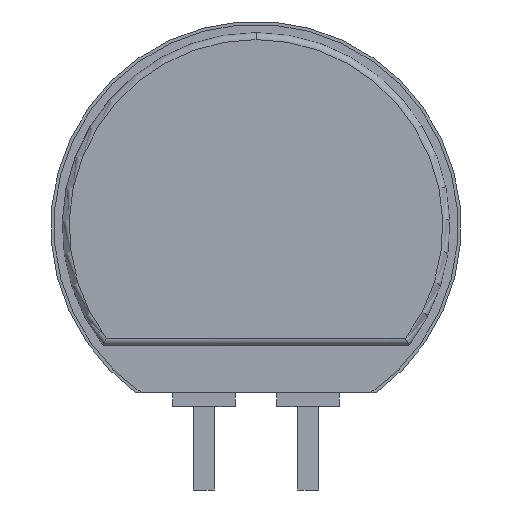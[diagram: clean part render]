
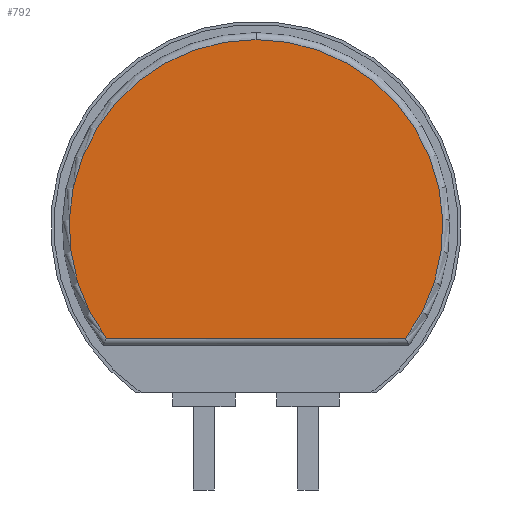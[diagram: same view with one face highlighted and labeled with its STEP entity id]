
A CAD part, front view. The second image highlights one B-rep face of the part: STEP entity #792.
In plain terms, the highlighted planar face has unit normal (0, -1, 0).
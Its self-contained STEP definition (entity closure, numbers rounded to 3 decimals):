
#1 = DIRECTION ( 'NONE',  ( 0., -1., 0. ) ) ;
#8 = DIRECTION ( 'NONE',  ( 1., 0., 0. ) ) ;
#73 = VERTEX_POINT ( 'NONE', #563 ) ;
#176 = DIRECTION ( 'NONE',  ( 0., 0., 1. ) ) ;
#177 = CARTESIAN_POINT ( 'NONE',  ( 0., 0., 0. ) ) ;
#186 = DIRECTION ( 'NONE',  ( 0., 0., 1. ) ) ;
#187 = EDGE_CURVE ( 'NONE', #566, #73, #337, .T. ) ;
#190 = LINE ( 'NONE', #733, #931 ) ;
#223 = CARTESIAN_POINT ( 'NONE',  ( 0., 0., 0. ) ) ;
#226 = VERTEX_POINT ( 'NONE', #740 ) ;
#228 = CARTESIAN_POINT ( 'NONE',  ( 0., 0., 0. ) ) ;
#230 = CARTESIAN_POINT ( 'NONE',  ( 0., 0., 13.43 ) ) ;
#231 = EDGE_CURVE ( 'NONE', #226, #566, #474, .T. ) ;
#235 = EDGE_CURVE ( 'NONE', #73, #226, #190, .T. ) ;
#259 = PLANE ( 'NONE',  #755 ) ;
#337 = CIRCLE ( 'NONE', #853, 13.43 ) ;
#361 = FACE_OUTER_BOUND ( 'NONE', #767, .T. ) ;
#438 = ORIENTED_EDGE ( 'NONE', *, *, #187, .T. ) ;
#440 = DIRECTION ( 'NONE',  ( 0., 0., 1. ) ) ;
#474 = CIRCLE ( 'NONE', #941, 13.43 ) ;
#512 = ORIENTED_EDGE ( 'NONE', *, *, #235, .T. ) ;
#563 = CARTESIAN_POINT ( 'NONE',  ( -10.75, 0., -8.05 ) ) ;
#566 = VERTEX_POINT ( 'NONE', #230 ) ;
#668 = DIRECTION ( 'NONE',  ( 0., 1., 0. ) ) ;
#721 = DIRECTION ( 'NONE',  ( 0., -1., 0. ) ) ;
#733 = CARTESIAN_POINT ( 'NONE',  ( 10.997, 0., -8.05 ) ) ;
#740 = CARTESIAN_POINT ( 'NONE',  ( 10.75, 0., -8.05 ) ) ;
#755 = AXIS2_PLACEMENT_3D ( 'NONE', #177, #668, #186 ) ;
#767 = EDGE_LOOP ( 'NONE', ( #923, #438, #512 ) ) ;
#792 = ADVANCED_FACE ( 'NONE', ( #361 ), #259, .F. ) ;
#853 = AXIS2_PLACEMENT_3D ( 'NONE', #223, #1, #176 ) ;
#923 = ORIENTED_EDGE ( 'NONE', *, *, #231, .T. ) ;
#931 = VECTOR ( 'NONE', #8, 1000. ) ;
#941 = AXIS2_PLACEMENT_3D ( 'NONE', #228, #721, #440 ) ;
